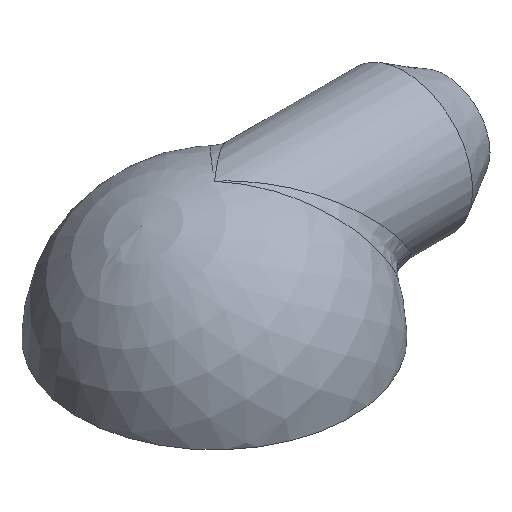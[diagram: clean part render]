
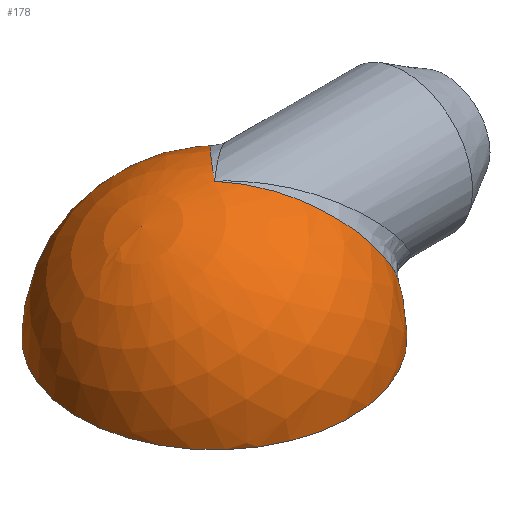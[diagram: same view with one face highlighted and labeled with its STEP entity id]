
A CAD part, isometric view. The second image highlights one B-rep face of the part: STEP entity #178.
In plain terms, the highlighted spherical face has radius 11.5 mm.
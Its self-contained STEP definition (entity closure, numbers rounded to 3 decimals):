
#15=SPHERICAL_SURFACE('',#207,11.5);
#29=B_SPLINE_CURVE_WITH_KNOTS('',3,(#475,#476,#477,#478,#479,#480,#481,
#482,#483,#484),.UNSPECIFIED.,.F.,.F.,(4,1,1,1,1,2,4),(-2.245,
-1.974,-1.692,-1.128,-0.564,
0.,0.002),.UNSPECIFIED.);
#31=B_SPLINE_CURVE_WITH_KNOTS('',3,(#590,#591,#592,#593,#594,#595,#596,
#597,#598,#599,#600),.UNSPECIFIED.,.F.,.F.,(4,2,1,1,1,1,1,4),(-5.643,
-5.641,-5.077,-4.513,-4.231,
-3.95,-3.668,-3.397),.UNSPECIFIED.);
#42=FACE_OUTER_BOUND('',#53,.T.);
#53=EDGE_LOOP('',(#152,#153,#154,#155,#156,#157));
#74=CIRCLE('',#208,11.5);
#75=CIRCLE('',#209,11.5);
#76=CIRCLE('',#210,11.5);
#81=VERTEX_POINT('',#274);
#90=VERTEX_POINT('',#458);
#91=VERTEX_POINT('',#569);
#92=VERTEX_POINT('',#602);
#93=VERTEX_POINT('',#604);
#112=EDGE_CURVE('',#90,#81,#29,.T.);
#114=EDGE_CURVE('',#81,#91,#31,.T.);
#115=EDGE_CURVE('',#92,#90,#74,.T.);
#116=EDGE_CURVE('',#92,#93,#75,.T.);
#117=EDGE_CURVE('',#91,#92,#76,.T.);
#152=ORIENTED_EDGE('',*,*,#112,.F.);
#153=ORIENTED_EDGE('',*,*,#115,.F.);
#154=ORIENTED_EDGE('',*,*,#116,.T.);
#155=ORIENTED_EDGE('',*,*,#116,.F.);
#156=ORIENTED_EDGE('',*,*,#117,.F.);
#157=ORIENTED_EDGE('',*,*,#114,.F.);
#178=ADVANCED_FACE('',(#42),#15,.T.);
#207=AXIS2_PLACEMENT_3D('',#601,#243,#244);
#208=AXIS2_PLACEMENT_3D('',#603,#245,#246);
#209=AXIS2_PLACEMENT_3D('',#605,#247,#248);
#210=AXIS2_PLACEMENT_3D('',#606,#249,#250);
#243=DIRECTION('center_axis',(0.445,-0.089,-0.891));
#244=DIRECTION('ref_axis',(0.874,-0.175,0.454));
#245=DIRECTION('center_axis',(0.,0.,-1.));
#246=DIRECTION('ref_axis',(0.,-1.,0.));
#247=DIRECTION('center_axis',(0.196,0.981,0.));
#248=DIRECTION('ref_axis',(-0.874,0.175,-0.454));
#249=DIRECTION('center_axis',(0.,0.,-1.));
#250=DIRECTION('ref_axis',(0.,-1.,0.));
#274=CARTESIAN_POINT('',(0.,0.,11.5));
#458=CARTESIAN_POINT('',(10.614,4.426,0.));
#475=CARTESIAN_POINT('Ctrl Pts',(10.614,4.426,0.));
#476=CARTESIAN_POINT('Ctrl Pts',(10.385,4.976,0.496));
#477=CARTESIAN_POINT('Ctrl Pts',(9.826,5.898,1.675));
#478=CARTESIAN_POINT('Ctrl Pts',(8.392,6.856,4.419));
#479=CARTESIAN_POINT('Ctrl Pts',(6.165,6.316,7.901));
#480=CARTESIAN_POINT('Ctrl Pts',(3.16,3.667,10.81));
#481=CARTESIAN_POINT('Ctrl Pts',(1.058,1.228,11.498));
#482=CARTESIAN_POINT('Ctrl Pts',(0.007,0.008,
11.5));
#483=CARTESIAN_POINT('Ctrl Pts',(0.004,0.004,
11.5));
#484=CARTESIAN_POINT('Ctrl Pts',(0.,0.,
11.5));
#569=CARTESIAN_POINT('',(10.614,-4.428,-0.002));
#590=CARTESIAN_POINT('Ctrl Pts',(0.,0.,
11.5));
#591=CARTESIAN_POINT('Ctrl Pts',(0.004,-0.004,
11.5));
#592=CARTESIAN_POINT('Ctrl Pts',(0.007,-0.008,
11.5));
#593=CARTESIAN_POINT('Ctrl Pts',(1.056,-1.226,11.498));
#594=CARTESIAN_POINT('Ctrl Pts',(3.162,-3.67,10.809));
#595=CARTESIAN_POINT('Ctrl Pts',(5.665,-5.873,8.383));
#596=CARTESIAN_POINT('Ctrl Pts',(7.5,-6.642,5.817));
#597=CARTESIAN_POINT('Ctrl Pts',(8.756,-6.613,3.721));
#598=CARTESIAN_POINT('Ctrl Pts',(9.823,-5.899,1.682));
#599=CARTESIAN_POINT('Ctrl Pts',(10.386,-4.978,0.493));
#600=CARTESIAN_POINT('Ctrl Pts',(10.614,-4.428,-0.002));
#601=CARTESIAN_POINT('Origin',(0.,0.,0.));
#602=CARTESIAN_POINT('',(-11.276,2.257,0.));
#603=CARTESIAN_POINT('Origin',(0.,0.,0.));
#604=CARTESIAN_POINT('',(-5.122,1.025,10.245));
#605=CARTESIAN_POINT('Origin',(0.,0.,0.));
#606=CARTESIAN_POINT('Origin',(0.,0.,0.));
